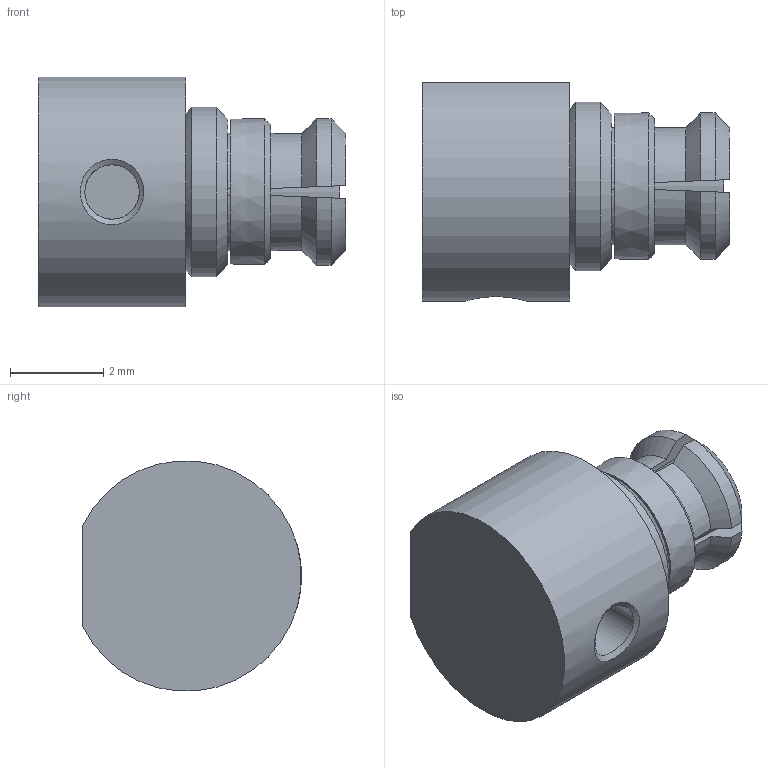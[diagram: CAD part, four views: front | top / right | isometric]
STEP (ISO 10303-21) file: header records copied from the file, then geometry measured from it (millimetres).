
FILE_DESCRIPTION (( 'STEP AP203' ), '1' );
FILE_NAME ('PE44274_3D.step', '2022-01-12T22:55:44', ( '' ), ( '' ), 'SwSTEP 2.0', 'SolidWorks 2021', '' );
FILE_SCHEMA (( 'CONFIG_CONTROL_DESIGN' ));
Length unit declared in the file: inch
Products named in the file (1): PE44274_3D
Bounding box: 6.6 x 4.7 x 4.94 mm (x, y, z)
Volume: 76.8 mm3; surface area: 179 mm2
Topology: 1 solids, 1 shells, 92 faces, 241 edges, 150 vertices
Faces by surface type: plane 46, cylinder 31, cone 14, bspline 1
Full cylindrical faces by diameter (mm): 0.32 x1, 0.574 x2, 1.168 x1, 1.778 x1
Entity records: 3402 total; most frequent: CARTESIAN_POINT 1162, ORIENTED_EDGE 464, DIRECTION 446, EDGE_CURVE 232, AXIS2_PLACEMENT_3D 176, VERTEX_POINT 147, EDGE_LOOP 103, FACE_OUTER_BOUND 98
